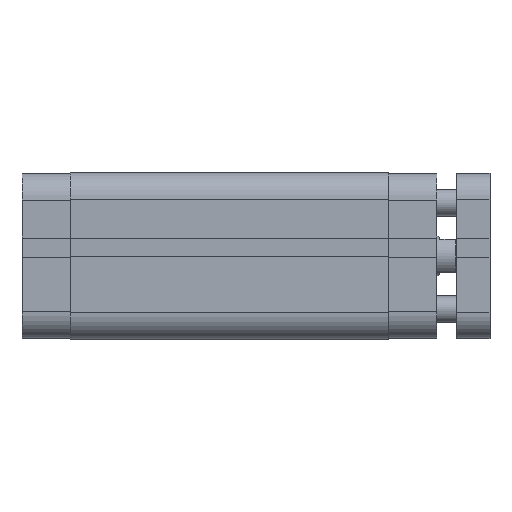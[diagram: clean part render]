
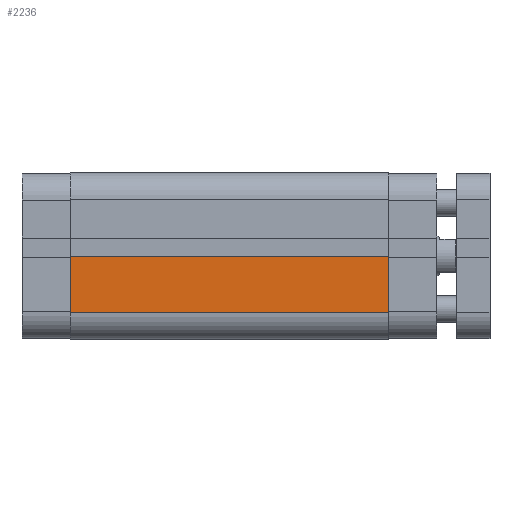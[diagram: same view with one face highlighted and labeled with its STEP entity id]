
A CAD part, top view. The second image highlights one B-rep face of the part: STEP entity #2236.
In plain terms, the highlighted face is planar.
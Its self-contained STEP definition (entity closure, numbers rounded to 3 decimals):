
#914 = FACE_OUTER_BOUND ( 'NONE', #1324, .T. ) ;
#1324 = EDGE_LOOP ( 'NONE', ( #1874, #1875, #1876, #1877 ) ) ;
#1874 = ORIENTED_EDGE ( 'NONE', *, *, #4050, .T. ) ;
#1875 = ORIENTED_EDGE ( 'NONE', *, *, #4051, .F. ) ;
#1876 = ORIENTED_EDGE ( 'NONE', *, *, #4058, .F. ) ;
#1877 = ORIENTED_EDGE ( 'NONE', *, *, #4054, .T. ) ;
#2236 = ADVANCED_FACE ( 'NONE', ( #914 ), #3448, .F. ) ;
#2454 = VERTEX_POINT ( 'NONE', #5131 ) ;
#2455 = VERTEX_POINT ( 'NONE', #5132 ) ;
#2456 = VERTEX_POINT ( 'NONE', #5133 ) ;
#2457 = VERTEX_POINT ( 'NONE', #5134 ) ;
#3448 = PLANE ( 'NONE',  #4512 ) ;
#3451 = CARTESIAN_POINT ( 'NONE',  ( 0., -25., 95.5 ) ) ;
#3457 = DIRECTION ( 'NONE',  ( 0., 1., 0. ) ) ;
#3458 = DIRECTION ( 'NONE',  ( -1., 0., 0. ) ) ;
#4050 = EDGE_CURVE ( 'NONE', #2454, #2456, #6917, .T. ) ;
#4051 = EDGE_CURVE ( 'NONE', #2457, #2456, #6912, .T. ) ;
#4054 = EDGE_CURVE ( 'NONE', #2455, #2454, #6925, .T. ) ;
#4058 = EDGE_CURVE ( 'NONE', #2455, #2457, #6928, .T. ) ;
#4512 = AXIS2_PLACEMENT_3D ( 'NONE', #3451, #3457, #3458 ) ;
#5131 = CARTESIAN_POINT ( 'NONE',  ( 0.1, -25., 0. ) ) ;
#5132 = CARTESIAN_POINT ( 'NONE',  ( 0.1, -25., 95.5 ) ) ;
#5133 = CARTESIAN_POINT ( 'NONE',  ( 17., -25., 0. ) ) ;
#5134 = CARTESIAN_POINT ( 'NONE',  ( 17., -25., 95.5 ) ) ;
#6912 = LINE ( 'NONE', #7647, #6919 ) ;
#6917 = LINE ( 'NONE', #7650, #6918 ) ;
#6918 = VECTOR ( 'NONE', #7651, 1000. ) ;
#6919 = VECTOR ( 'NONE', #7653, 1000. ) ;
#6925 = LINE ( 'NONE', #7658, #6926 ) ;
#6926 = VECTOR ( 'NONE', #7659, 1000. ) ;
#6928 = LINE ( 'NONE', #7649, #6932 ) ;
#6932 = VECTOR ( 'NONE', #7667, 1000. ) ;
#7647 = CARTESIAN_POINT ( 'NONE',  ( 17., -25., 95.5 ) ) ;
#7649 = CARTESIAN_POINT ( 'NONE',  ( 0., -25., 95.5 ) ) ;
#7650 = CARTESIAN_POINT ( 'NONE',  ( 0., -25., 0. ) ) ;
#7651 = DIRECTION ( 'NONE',  ( 1., 0., 0. ) ) ;
#7653 = DIRECTION ( 'NONE',  ( 0., 0., -1. ) ) ;
#7658 = CARTESIAN_POINT ( 'NONE',  ( 0.1, -25., 95.5 ) ) ;
#7659 = DIRECTION ( 'NONE',  ( 0., 0., -1. ) ) ;
#7667 = DIRECTION ( 'NONE',  ( 1., 0., 0. ) ) ;
